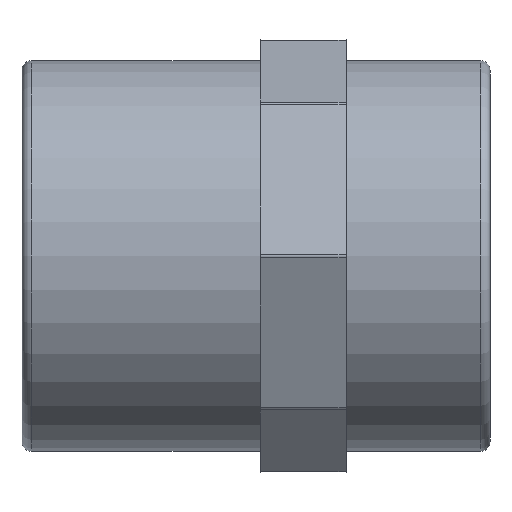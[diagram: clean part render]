
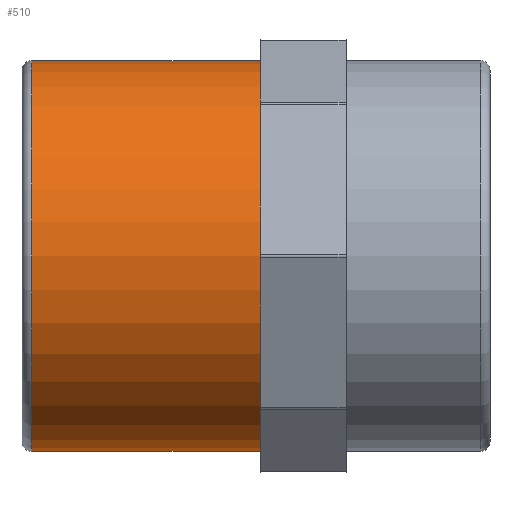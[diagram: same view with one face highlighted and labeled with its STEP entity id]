
A CAD part, front view. The second image highlights one B-rep face of the part: STEP entity #510.
In plain terms, the highlighted cylindrical face has radius 20.5 mm (diameter 41 mm), a full revolution.
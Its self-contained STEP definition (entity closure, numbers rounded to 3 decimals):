
#58=FACE_OUTER_BOUND('',#90,.T.);
#90=EDGE_LOOP('',(#426,#427,#428,#429,#430));
#135=LINE('',#901,#172);
#172=VECTOR('',#740,20.5);
#188=CIRCLE('',#553,20.5);
#206=CIRCLE('',#587,20.5);
#207=CIRCLE('',#588,20.5);
#233=VERTEX_POINT('',#819);
#255=VERTEX_POINT('',#893);
#256=VERTEX_POINT('',#894);
#283=EDGE_CURVE('',#233,#233,#188,.T.);
#319=EDGE_CURVE('',#255,#256,#206,.T.);
#320=EDGE_CURVE('',#256,#255,#207,.T.);
#323=EDGE_CURVE('',#233,#256,#135,.T.);
#426=ORIENTED_EDGE('',*,*,#283,.T.);
#427=ORIENTED_EDGE('',*,*,#323,.T.);
#428=ORIENTED_EDGE('',*,*,#319,.F.);
#429=ORIENTED_EDGE('',*,*,#320,.F.);
#430=ORIENTED_EDGE('',*,*,#323,.F.);
#488=CYLINDRICAL_SURFACE('',#591,20.5);
#510=ADVANCED_FACE('',(#58),#488,.T.);
#553=AXIS2_PLACEMENT_3D('',#820,#644,#645);
#587=AXIS2_PLACEMENT_3D('',#895,#730,#731);
#588=AXIS2_PLACEMENT_3D('',#896,#732,#733);
#591=AXIS2_PLACEMENT_3D('',#900,#738,#739);
#644=DIRECTION('center_axis',(-1.,0.,0.));
#645=DIRECTION('ref_axis',(0.,1.,0.));
#730=DIRECTION('center_axis',(-1.,0.,0.));
#731=DIRECTION('ref_axis',(0.,-1.,0.));
#732=DIRECTION('center_axis',(-1.,0.,0.));
#733=DIRECTION('ref_axis',(0.,-1.,0.));
#738=DIRECTION('center_axis',(1.,0.,0.));
#739=DIRECTION('ref_axis',(0.,1.,0.));
#740=DIRECTION('',(-1.,0.,0.));
#819=CARTESIAN_POINT('',(-1.,-20.5,0.));
#820=CARTESIAN_POINT('Origin',(-1.,0.,
0.));
#893=CARTESIAN_POINT('',(-25.,0.,20.5));
#894=CARTESIAN_POINT('',(-25.,-20.5,0.));
#895=CARTESIAN_POINT('Origin',(-25.,0.,0.));
#896=CARTESIAN_POINT('Origin',(-25.,0.,0.));
#900=CARTESIAN_POINT('Origin',(-1.45,0.,0.));
#901=CARTESIAN_POINT('',(-1.45,-20.5,0.));
